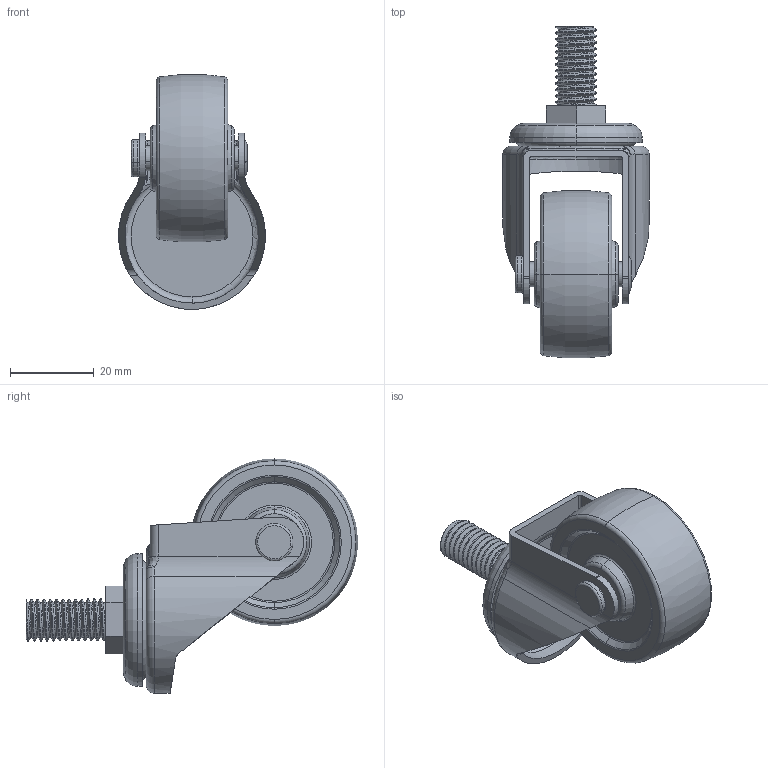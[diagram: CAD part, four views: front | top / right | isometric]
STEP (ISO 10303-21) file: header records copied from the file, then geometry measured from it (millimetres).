
FILE_DESCRIPTION (( 'STEP AP203' ), '1' );
FILE_NAME ('蹟佪M10X19.STEP', '2026-01-09T08:13:11', ( '' ), ( '' ), 'SwSTEP 2.0', 'SolidWorks 2021', '' );
FILE_SCHEMA (( 'CONFIG_CONTROL_DESIGN' ));
Length unit declared in the file: millimetre
Products named in the file (4): 蹟佪M10X19; 1.5渡25炵蹈魂雄殤; 1.5渡晦謫; 輪子鉚釘_預設
Assembly tree (3 placements, depth 2):
  蹟佪M10X19
    1.5渡晦謫
    1.5渡25炵蹈魂雄殤
    輪子鉚釘_預設
Bounding box: 34.97 x 79.07 x 55.94 mm (x, y, z)
Volume: 30029.9 mm3; surface area: 13852.5 mm2
Topology: 3 solids, 4 shells, 160 faces, 380 edges, 231 vertices
Faces by surface type: cylinder 58, torus 47, plane 32, bspline 11, cone 10, sphere 2
Entity records: 8752 total; most frequent: CARTESIAN_POINT 4836, DIRECTION 757, ORIENTED_EDGE 748, EDGE_CURVE 374, AXIS2_PLACEMENT_3D 328, VERTEX_POINT 231, EDGE_LOOP 177, CIRCLE 173
